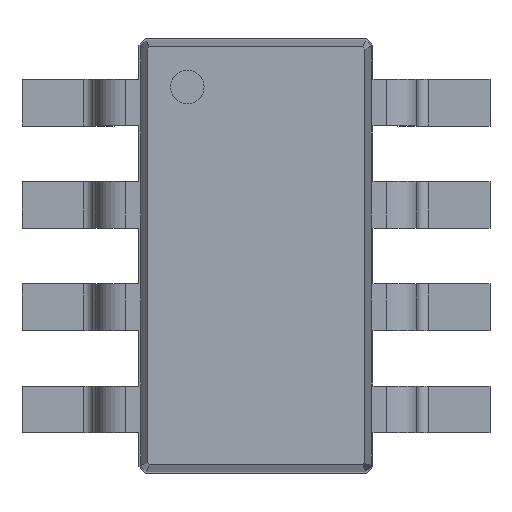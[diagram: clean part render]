
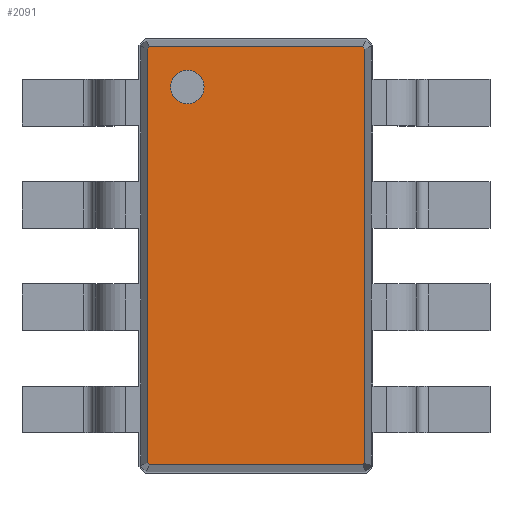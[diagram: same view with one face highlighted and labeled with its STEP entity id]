
A CAD part, top view. The second image highlights one B-rep face of the part: STEP entity #2091.
In plain terms, the highlighted planar face has unit normal (0, 0, 1).
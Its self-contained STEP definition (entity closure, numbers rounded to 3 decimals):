
#27=VECTOR('',#28,1.);
#28=DIRECTION('',(1.,0.,0.));
#51=VECTOR('',#52,1.);
#52=DIRECTION('',(0.707,-0.707,0.));
#58=VECTOR('',#59,1.);
#59=DIRECTION('',(0.,-1.,0.));
#65=VECTOR('',#66,1.);
#66=DIRECTION('',(-0.707,-0.707,0.));
#72=VECTOR('',#73,1.);
#73=DIRECTION('',(-1.,0.,0.));
#79=VECTOR('',#80,1.);
#80=DIRECTION('',(-0.707,0.707,0.));
#86=VECTOR('',#87,1.);
#87=DIRECTION('',(0.,1.,0.));
#91=VECTOR('',#92,1.);
#92=DIRECTION('',(0.707,0.707,0.));
#95=DIRECTION('',(0.,0.,-1.));
#793=VERTEX_POINT('',#794);
#794=CARTESIAN_POINT('',(-1.627,3.093,1.8));
#797=EDGE_CURVE('',#798,#793,#800,.T.);
#798=VERTEX_POINT('',#799);
#799=CARTESIAN_POINT('',(-1.627,-3.093,1.8));
#800=LINE('',#799,#86);
#811=VERTEX_POINT('',#812);
#812=CARTESIAN_POINT('',(-1.593,3.127,1.8));
#815=EDGE_CURVE('',#793,#811,#816,.T.);
#816=LINE('',#794,#91);
#825=VERTEX_POINT('',#826);
#826=CARTESIAN_POINT('',(1.593,3.127,1.8));
#829=EDGE_CURVE('',#811,#825,#830,.T.);
#830=LINE('',#812,#27);
#839=VERTEX_POINT('',#840);
#840=CARTESIAN_POINT('',(1.627,3.093,1.8));
#843=EDGE_CURVE('',#825,#839,#844,.T.);
#844=LINE('',#826,#51);
#885=VERTEX_POINT('',#886);
#886=CARTESIAN_POINT('',(1.627,-3.093,1.8));
#889=EDGE_CURVE('',#839,#885,#890,.T.);
#890=LINE('',#840,#58);
#2091=ADVANCED_FACE('',(#2092,#2112),#2122,.F.);
#2092=FACE_BOUND('',#2093,.F.);
#2093=EDGE_LOOP('',(#2094,#2095,#2096,#2097,#2102,#2107,#2110,#2111));
#2094=ORIENTED_EDGE('',*,*,#829,.T.);
#2095=ORIENTED_EDGE('',*,*,#843,.T.);
#2096=ORIENTED_EDGE('',*,*,#889,.T.);
#2097=ORIENTED_EDGE('',*,*,#2098,.T.);
#2098=EDGE_CURVE('',#885,#2099,#2101,.T.);
#2099=VERTEX_POINT('',#2100);
#2100=CARTESIAN_POINT('',(1.593,-3.127,1.8));
#2101=LINE('',#886,#65);
#2102=ORIENTED_EDGE('',*,*,#2103,.T.);
#2103=EDGE_CURVE('',#2099,#2104,#2106,.T.);
#2104=VERTEX_POINT('',#2105);
#2105=CARTESIAN_POINT('',(-1.593,-3.127,1.8));
#2106=LINE('',#2100,#72);
#2107=ORIENTED_EDGE('',*,*,#2108,.T.);
#2108=EDGE_CURVE('',#2104,#798,#2109,.T.);
#2109=LINE('',#2105,#79);
#2110=ORIENTED_EDGE('',*,*,#797,.T.);
#2111=ORIENTED_EDGE('',*,*,#815,.T.);
#2112=FACE_BOUND('',#2113,.F.);
#2113=EDGE_LOOP('',(#2114));
#2114=ORIENTED_EDGE('',*,*,#2115,.F.);
#2115=EDGE_CURVE('',#2116,#2116,#2118,.T.);
#2116=VERTEX_POINT('',#2117);
#2117=CARTESIAN_POINT('',(-1.027,2.277,1.8));
#2118=CIRCLE('',#2119,0.25);
#2119=AXIS2_PLACEMENT_3D('',#2120,#2121,#59);
#2120=CARTESIAN_POINT('',(-1.027,2.527,1.8));
#2121=DIRECTION('',(0.,-0.,-1.));
#2122=PLANE('',#2123);
#2123=AXIS2_PLACEMENT_3D('',#812,#95,#2124);
#2124=DIRECTION('',(0.454,-0.891,0.));
